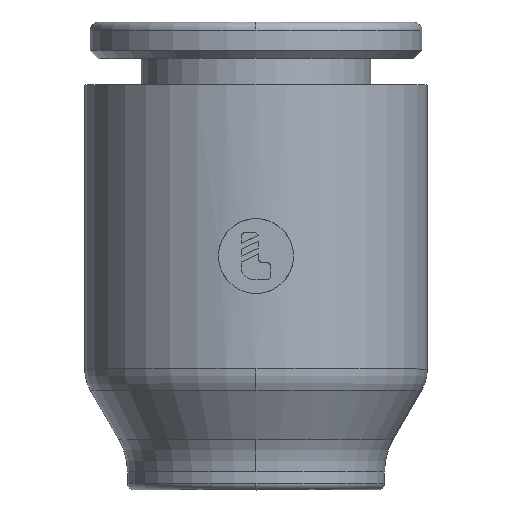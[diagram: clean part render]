
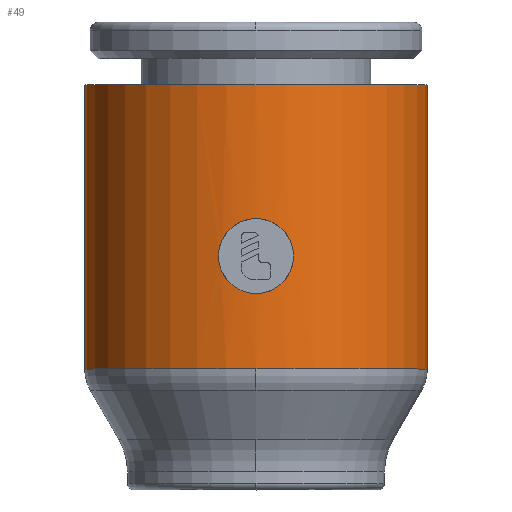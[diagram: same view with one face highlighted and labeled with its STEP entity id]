
A CAD part, top view. The second image highlights one B-rep face of the part: STEP entity #49.
In plain terms, the highlighted cylindrical face has radius 8 mm (diameter 16 mm), a partial arc.
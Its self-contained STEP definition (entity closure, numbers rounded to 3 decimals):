
#49=ADVANCED_FACE('',(#105,#106),#107,.T.);
#105=FACE_OUTER_BOUND('',#216,.T.);
#106=FACE_BOUND('',#217,.T.);
#107=CYLINDRICAL_SURFACE('',#218,8.);
#216=EDGE_LOOP('',(#347,#348,#349,#350,#351));
#217=EDGE_LOOP('',(#352,#353));
#218=AXIS2_PLACEMENT_3D('',#354,#355,#356);
#347=ORIENTED_EDGE('',*,*,#750,.F.);
#348=ORIENTED_EDGE('',*,*,#751,.T.);
#349=ORIENTED_EDGE('',*,*,#752,.T.);
#350=ORIENTED_EDGE('',*,*,#753,.F.);
#351=ORIENTED_EDGE('',*,*,#754,.F.);
#352=ORIENTED_EDGE('',*,*,#755,.T.);
#353=ORIENTED_EDGE('',*,*,#756,.T.);
#354=CARTESIAN_POINT('',(0.0,-6.632,0.0));
#355=DIRECTION('',(0.0,1.0,0.0));
#356=DIRECTION('',(-1.0,0.0,0.0));
#750=EDGE_CURVE('',#892,#893,#894,.T.);
#751=EDGE_CURVE('',#892,#895,#896,.T.);
#752=EDGE_CURVE('',#895,#897,#898,.T.);
#753=EDGE_CURVE('',#899,#897,#900,.T.);
#754=EDGE_CURVE('',#893,#899,#901,.T.);
#755=EDGE_CURVE('',#902,#903,#904,.T.);
#756=EDGE_CURVE('',#903,#902,#905,.T.);
#892=VERTEX_POINT('',#1109);
#893=VERTEX_POINT('',#1110);
#894=LINE('',#1111,#1112);
#895=VERTEX_POINT('',#1113);
#896=CIRCLE('',#1114,8.);
#897=VERTEX_POINT('',#1115);
#898=CIRCLE('',#1116,8.);
#899=VERTEX_POINT('',#1117);
#900=LINE('',#1118,#1119);
#901=CIRCLE('',#1120,8.0);
#902=VERTEX_POINT('',#1121);
#903=VERTEX_POINT('',#1122);
#904=B_SPLINE_CURVE_WITH_KNOTS('',3,(#1123,#1124,#1125,#1126,#1127,#1128,#1129,#1130,#1131,#1132,#1133,#1134,#1135,#1136,#1137,#1138,#1139,#1140,#1141,#1142,#1143,#1144,#1145,#1146,#1147,#1148,#1149,#1150,#1151,#1152,#1153,#1154,#1155,#1156),.UNSPECIFIED.,.F.,.F.,(4,2,2,2,2,2,2,2,2,2,2,2,2,2,2,2,4),(0.0,0.331,0.662,0.992,1.323,1.654,1.985,2.315,2.646,2.977,3.308,3.638,3.969,4.3,4.631,4.961,5.292),.UNSPECIFIED.);
#905=B_SPLINE_CURVE_WITH_KNOTS('',3,(#1157,#1158,#1159,#1160,#1161,#1162,#1163,#1164,#1165,#1166,#1167,#1168,#1169,#1170,#1171,#1172,#1173,#1174,#1175,#1176,#1177,#1178,#1179,#1180,#1181,#1182,#1183,#1184,#1185,#1186,#1187,#1188,#1189,#1190),.UNSPECIFIED.,.F.,.F.,(4,2,2,2,2,2,2,2,2,2,2,2,2,2,2,2,4),(5.292,5.623,5.954,6.284,6.615,6.946,7.277,7.607,7.938,8.269,8.6,8.93,9.261,9.592,9.923,10.253,10.584),.UNSPECIFIED.);
#1109=CARTESIAN_POINT('',(-8.,-13.264,0.0));
#1110=CARTESIAN_POINT('',(-8.0,0.0,0.0));
#1111=CARTESIAN_POINT('',(-8.,-6.632,0.));
#1112=VECTOR('',#1462,1.0);
#1113=CARTESIAN_POINT('',(0.,-13.264,8.));
#1114=AXIS2_PLACEMENT_3D('',#1463,#1464,#1465);
#1115=CARTESIAN_POINT('',(8.,-13.264,0.));
#1116=AXIS2_PLACEMENT_3D('',#1466,#1467,#1468);
#1117=CARTESIAN_POINT('',(8.0,0.0,0.));
#1118=CARTESIAN_POINT('',(8.,-6.632,0.));
#1119=VECTOR('',#1469,1.0);
#1120=AXIS2_PLACEMENT_3D('',#1470,#1471,#1472);
#1121=CARTESIAN_POINT('',(-1.75,-8.0,7.806));
#1122=CARTESIAN_POINT('',(1.75,-8.0,7.806));
#1123=CARTESIAN_POINT('',(-1.75,-8.0,7.806));
#1124=CARTESIAN_POINT('',(-1.75,-7.89,7.806));
#1125=CARTESIAN_POINT('',(-1.739,-7.776,7.809));
#1126=CARTESIAN_POINT('',(-1.695,-7.549,7.818));
#1127=CARTESIAN_POINT('',(-1.661,-7.437,7.826));
#1128=CARTESIAN_POINT('',(-1.572,-7.222,7.844));
#1129=CARTESIAN_POINT('',(-1.516,-7.118,7.855));
#1130=CARTESIAN_POINT('',(-1.388,-6.928,7.879));
#1131=CARTESIAN_POINT('',(-1.315,-6.84,7.892));
#1132=CARTESIAN_POINT('',(-1.16,-6.685,7.916));
#1133=CARTESIAN_POINT('',(-1.072,-6.612,7.928));
#1134=CARTESIAN_POINT('',(-0.882,-6.484,7.952));
#1135=CARTESIAN_POINT('',(-0.778,-6.428,7.963));
#1136=CARTESIAN_POINT('',(-0.563,-6.339,7.981));
#1137=CARTESIAN_POINT('',(-0.45,-6.305,7.988));
#1138=CARTESIAN_POINT('',(-0.224,-6.261,7.998));
#1139=CARTESIAN_POINT('',(-0.11,-6.25,8.));
#1140=CARTESIAN_POINT('',(0.11,-6.25,8.));
#1141=CARTESIAN_POINT('',(0.224,-6.261,7.998));
#1142=CARTESIAN_POINT('',(0.45,-6.305,7.988));
#1143=CARTESIAN_POINT('',(0.563,-6.339,7.981));
#1144=CARTESIAN_POINT('',(0.778,-6.428,7.963));
#1145=CARTESIAN_POINT('',(0.882,-6.484,7.952));
#1146=CARTESIAN_POINT('',(1.072,-6.612,7.928));
#1147=CARTESIAN_POINT('',(1.16,-6.685,7.916));
#1148=CARTESIAN_POINT('',(1.315,-6.84,7.892));
#1149=CARTESIAN_POINT('',(1.388,-6.928,7.879));
#1150=CARTESIAN_POINT('',(1.516,-7.118,7.855));
#1151=CARTESIAN_POINT('',(1.572,-7.222,7.844));
#1152=CARTESIAN_POINT('',(1.661,-7.437,7.826));
#1153=CARTESIAN_POINT('',(1.695,-7.549,7.818));
#1154=CARTESIAN_POINT('',(1.739,-7.776,7.809));
#1155=CARTESIAN_POINT('',(1.75,-7.89,7.806));
#1156=CARTESIAN_POINT('',(1.75,-8.0,7.806));
#1157=CARTESIAN_POINT('',(1.75,-8.0,7.806));
#1158=CARTESIAN_POINT('',(1.75,-8.11,7.806));
#1159=CARTESIAN_POINT('',(1.739,-8.224,7.809));
#1160=CARTESIAN_POINT('',(1.695,-8.451,7.818));
#1161=CARTESIAN_POINT('',(1.661,-8.563,7.826));
#1162=CARTESIAN_POINT('',(1.572,-8.778,7.844));
#1163=CARTESIAN_POINT('',(1.516,-8.882,7.855));
#1164=CARTESIAN_POINT('',(1.388,-9.072,7.879));
#1165=CARTESIAN_POINT('',(1.315,-9.16,7.892));
#1166=CARTESIAN_POINT('',(1.16,-9.315,7.916));
#1167=CARTESIAN_POINT('',(1.072,-9.388,7.928));
#1168=CARTESIAN_POINT('',(0.882,-9.516,7.952));
#1169=CARTESIAN_POINT('',(0.778,-9.572,7.963));
#1170=CARTESIAN_POINT('',(0.563,-9.661,7.981));
#1171=CARTESIAN_POINT('',(0.45,-9.695,7.988));
#1172=CARTESIAN_POINT('',(0.224,-9.739,7.998));
#1173=CARTESIAN_POINT('',(0.11,-9.75,8.));
#1174=CARTESIAN_POINT('',(-0.11,-9.75,8.));
#1175=CARTESIAN_POINT('',(-0.224,-9.739,7.998));
#1176=CARTESIAN_POINT('',(-0.45,-9.695,7.988));
#1177=CARTESIAN_POINT('',(-0.563,-9.661,7.981));
#1178=CARTESIAN_POINT('',(-0.778,-9.572,7.963));
#1179=CARTESIAN_POINT('',(-0.882,-9.516,7.952));
#1180=CARTESIAN_POINT('',(-1.072,-9.388,7.928));
#1181=CARTESIAN_POINT('',(-1.16,-9.315,7.916));
#1182=CARTESIAN_POINT('',(-1.315,-9.16,7.892));
#1183=CARTESIAN_POINT('',(-1.388,-9.072,7.879));
#1184=CARTESIAN_POINT('',(-1.516,-8.882,7.855));
#1185=CARTESIAN_POINT('',(-1.572,-8.778,7.844));
#1186=CARTESIAN_POINT('',(-1.661,-8.563,7.826));
#1187=CARTESIAN_POINT('',(-1.695,-8.451,7.818));
#1188=CARTESIAN_POINT('',(-1.739,-8.224,7.809));
#1189=CARTESIAN_POINT('',(-1.75,-8.11,7.806));
#1190=CARTESIAN_POINT('',(-1.75,-8.0,7.806));
#1462=DIRECTION('',(0.0,1.0,0.0));
#1463=CARTESIAN_POINT('',(0.0,-13.264,0.0));
#1464=DIRECTION('',(0.0,1.0,0.0));
#1465=DIRECTION('',(-1.0,0.0,0.0));
#1466=CARTESIAN_POINT('',(0.0,-13.264,0.0));
#1467=DIRECTION('',(0.0,1.0,0.0));
#1468=DIRECTION('',(-1.0,0.0,0.0));
#1469=DIRECTION('',(-0.0,-1.0,-0.0));
#1470=CARTESIAN_POINT('',(0.0,0.0,0.0));
#1471=DIRECTION('',(0.0,1.0,0.0));
#1472=DIRECTION('',(-1.0,0.0,0.0));
